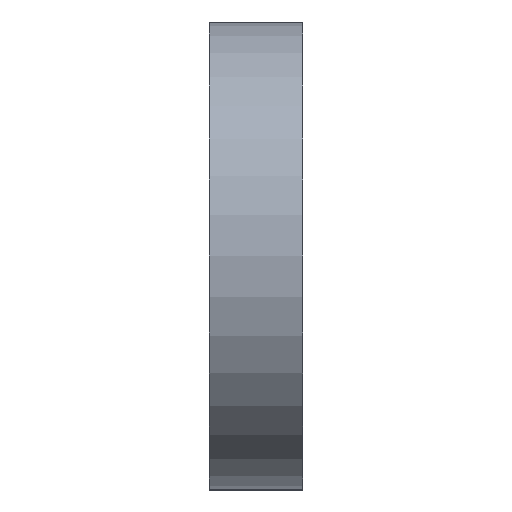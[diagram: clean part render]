
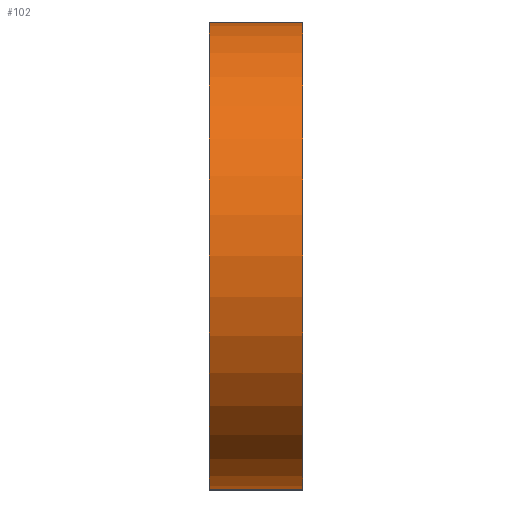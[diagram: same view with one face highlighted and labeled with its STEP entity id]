
A CAD part, left-side view. The second image highlights one B-rep face of the part: STEP entity #102.
In plain terms, the highlighted cylindrical face has radius 12.5 mm (diameter 25 mm), a partial arc.
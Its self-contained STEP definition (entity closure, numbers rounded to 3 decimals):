
#36 = AXIS2_PLACEMENT_3D ( 'NONE', #84, #202, #266 ) ;
#65 = VERTEX_POINT ( 'NONE', #770 ) ;
#84 = CARTESIAN_POINT ( 'NONE',  ( -65., 5., 0. ) ) ;
#88 = VERTEX_POINT ( 'NONE', #219 ) ;
#102 = ADVANCED_FACE ( 'NONE', ( #146 ), #204, .T. ) ;
#104 = CARTESIAN_POINT ( 'NONE',  ( -65., 5., -12.5 ) ) ;
#117 = VECTOR ( 'NONE', #777, 1000. ) ;
#137 = EDGE_LOOP ( 'NONE', ( #776, #255, #391, #282 ) ) ;
#145 = CIRCLE ( 'NONE', #36, 12.5 ) ;
#146 = FACE_OUTER_BOUND ( 'NONE', #137, .T. ) ;
#188 = VERTEX_POINT ( 'NONE', #622 ) ;
#202 = DIRECTION ( 'NONE',  ( 0., 1., 0. ) ) ;
#204 = CYLINDRICAL_SURFACE ( 'NONE', #523, 12.5 ) ;
#219 = CARTESIAN_POINT ( 'NONE',  ( -65., 0., -12.5 ) ) ;
#255 = ORIENTED_EDGE ( 'NONE', *, *, #257, .F. ) ;
#257 = EDGE_CURVE ( 'NONE', #65, #188, #669, .T. ) ;
#266 = DIRECTION ( 'NONE',  ( 0., 0., 1. ) ) ;
#277 = DIRECTION ( 'NONE',  ( 0., -1., 0. ) ) ;
#282 = ORIENTED_EDGE ( 'NONE', *, *, #736, .T. ) ;
#300 = LINE ( 'NONE', #104, #117 ) ;
#309 = CARTESIAN_POINT ( 'NONE',  ( -65., 5., 12.5 ) ) ;
#340 = CARTESIAN_POINT ( 'NONE',  ( -65., 5., 0. ) ) ;
#359 = DIRECTION ( 'NONE',  ( 0., 0., 1. ) ) ;
#374 = DIRECTION ( 'NONE',  ( 0., -1., 0. ) ) ;
#391 = ORIENTED_EDGE ( 'NONE', *, *, #565, .F. ) ;
#418 = EDGE_CURVE ( 'NONE', #88, #188, #643, .T. ) ;
#523 = AXIS2_PLACEMENT_3D ( 'NONE', #340, #277, #645 ) ;
#547 = VECTOR ( 'NONE', #374, 1000. ) ;
#565 = EDGE_CURVE ( 'NONE', #722, #65, #145, .T. ) ;
#614 = DIRECTION ( 'NONE',  ( 0., 1., 0. ) ) ;
#622 = CARTESIAN_POINT ( 'NONE',  ( -65., 0., 12.5 ) ) ;
#643 = CIRCLE ( 'NONE', #712, 12.5 ) ;
#645 = DIRECTION ( 'NONE',  ( 0., 0., -1. ) ) ;
#669 = LINE ( 'NONE', #309, #547 ) ;
#675 = CARTESIAN_POINT ( 'NONE',  ( -65., 0., 0. ) ) ;
#711 = CARTESIAN_POINT ( 'NONE',  ( -65., 5., -12.5 ) ) ;
#712 = AXIS2_PLACEMENT_3D ( 'NONE', #675, #614, #359 ) ;
#722 = VERTEX_POINT ( 'NONE', #711 ) ;
#736 = EDGE_CURVE ( 'NONE', #722, #88, #300, .T. ) ;
#770 = CARTESIAN_POINT ( 'NONE',  ( -65., 5., 12.5 ) ) ;
#776 = ORIENTED_EDGE ( 'NONE', *, *, #418, .T. ) ;
#777 = DIRECTION ( 'NONE',  ( 0., -1., 0. ) ) ;
